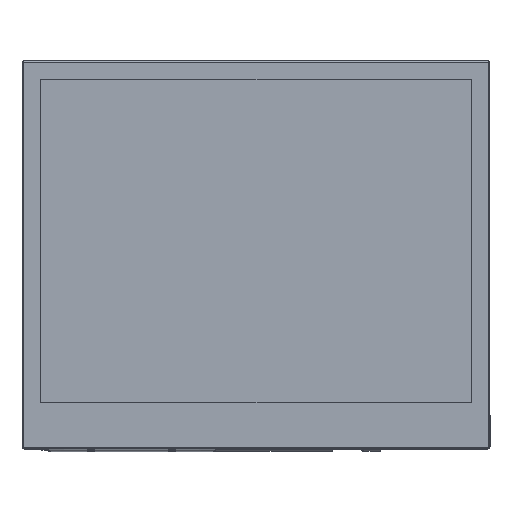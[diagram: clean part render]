
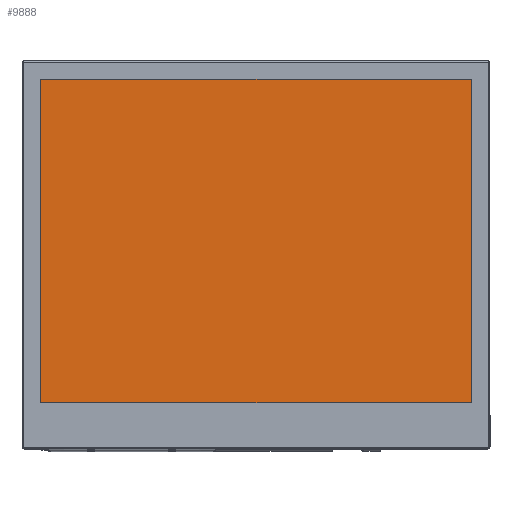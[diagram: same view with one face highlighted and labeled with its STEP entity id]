
A CAD part, top view. The second image highlights one B-rep face of the part: STEP entity #9888.
In plain terms, the highlighted planar face has unit normal (0, 0, 1).
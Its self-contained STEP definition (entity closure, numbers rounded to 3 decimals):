
#540=PLANE('',#10696);
#1517=LINE('',#15498,#2759);
#1521=LINE('',#15506,#2763);
#1524=LINE('',#15512,#2766);
#1527=LINE('',#15517,#2769);
#2759=VECTOR('',#12588,10.);
#2763=VECTOR('',#12594,10.);
#2766=VECTOR('',#12599,10.);
#2769=VECTOR('',#12604,10.);
#3568=FACE_OUTER_BOUND('',#4089,.T.);
#4089=EDGE_LOOP('',(#8606,#8607,#8608,#8609));
#5026=VERTEX_POINT('',#15496);
#5027=VERTEX_POINT('',#15497);
#5030=VERTEX_POINT('',#15505);
#5032=VERTEX_POINT('',#15511);
#6263=EDGE_CURVE('',#5026,#5027,#1517,.T.);
#6267=EDGE_CURVE('',#5027,#5030,#1521,.T.);
#6270=EDGE_CURVE('',#5030,#5032,#1524,.T.);
#6273=EDGE_CURVE('',#5032,#5026,#1527,.T.);
#8606=ORIENTED_EDGE('',*,*,#6273,.T.);
#8607=ORIENTED_EDGE('',*,*,#6263,.T.);
#8608=ORIENTED_EDGE('',*,*,#6267,.T.);
#8609=ORIENTED_EDGE('',*,*,#6270,.T.);
#9888=ADVANCED_FACE('',(#3568),#540,.T.);
#10696=AXIS2_PLACEMENT_3D('',#15519,#12606,#12607);
#12588=DIRECTION('',(1.,0.,0.));
#12594=DIRECTION('',(0.,1.,0.));
#12599=DIRECTION('',(-1.,0.,0.));
#12604=DIRECTION('',(0.,-1.,0.));
#12606=DIRECTION('center_axis',(0.,0.,1.));
#12607=DIRECTION('ref_axis',(1.,0.,0.));
#15496=CARTESIAN_POINT('',(12.961,13.099,1.1));
#15497=CARTESIAN_POINT('',(83.641,13.099,1.1));
#15498=CARTESIAN_POINT('',(12.961,13.099,1.1));
#15505=CARTESIAN_POINT('',(83.641,66.259,1.1));
#15506=CARTESIAN_POINT('',(83.641,13.099,1.1));
#15511=CARTESIAN_POINT('',(12.961,66.259,1.1));
#15512=CARTESIAN_POINT('',(83.641,66.259,1.1));
#15517=CARTESIAN_POINT('',(12.961,66.259,1.1));
#15519=CARTESIAN_POINT('Origin',(48.301,39.679,1.1));
